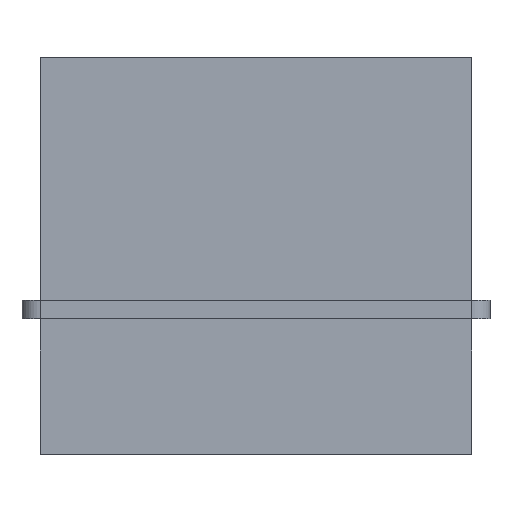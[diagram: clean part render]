
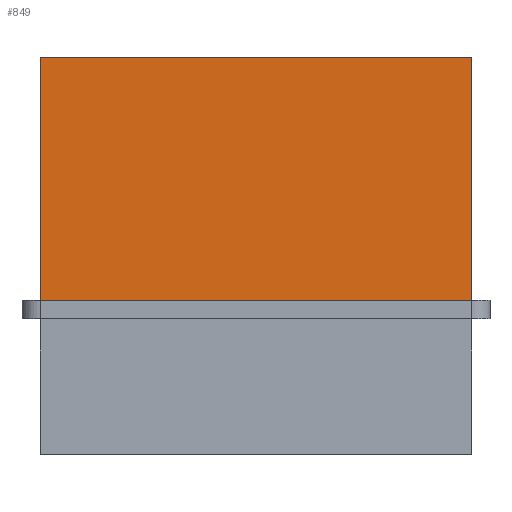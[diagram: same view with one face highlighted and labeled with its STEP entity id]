
A CAD part, front view. The second image highlights one B-rep face of the part: STEP entity #849.
In plain terms, the highlighted planar face has unit normal (0, -1, 0).
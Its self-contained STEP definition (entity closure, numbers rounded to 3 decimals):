
#504 = EDGE_CURVE ( 'NONE', #1792, #1701, #781, .T. ) ;
#630 = CARTESIAN_POINT ( 'NONE',  ( -62.281, -3.545, 8.5 ) ) ;
#693 = DIRECTION ( 'NONE',  ( 0., 0., -1. ) ) ;
#781 = LINE ( 'NONE', #630, #1040 ) ;
#849 = ADVANCED_FACE ( 'NONE', ( #1060 ), #3784, .F. ) ;
#1012 = AXIS2_PLACEMENT_3D ( 'NONE', #3785, #3786, #3787 ) ;
#1040 = VECTOR ( 'NONE', #693, 1000. ) ;
#1060 = FACE_OUTER_BOUND ( 'NONE', #1488, .T. ) ;
#1239 = ORIENTED_EDGE ( 'NONE', *, *, #4136, .F. ) ;
#1250 = ORIENTED_EDGE ( 'NONE', *, *, #504, .T. ) ;
#1287 = ORIENTED_EDGE ( 'NONE', *, *, #4177, .F. ) ;
#1311 = ORIENTED_EDGE ( 'NONE', *, *, #4143, .F. ) ;
#1488 = EDGE_LOOP ( 'NONE', ( #1250, #1287, #1311, #1239 ) ) ;
#1690 = VERTEX_POINT ( 'NONE', #3231 ) ;
#1701 = VERTEX_POINT ( 'NONE', #3235 ) ;
#1792 = VERTEX_POINT ( 'NONE', #3264 ) ;
#1797 = VERTEX_POINT ( 'NONE', #3265 ) ;
#3231 = CARTESIAN_POINT ( 'NONE',  ( -38.841, -3.545, 8.5 ) ) ;
#3235 = CARTESIAN_POINT ( 'NONE',  ( -62.281, -3.545, -4.71 ) ) ;
#3264 = CARTESIAN_POINT ( 'NONE',  ( -62.281, -3.545, 8.5 ) ) ;
#3265 = CARTESIAN_POINT ( 'NONE',  ( -38.841, -3.545, -4.71 ) ) ;
#3784 = PLANE ( 'NONE',  #1012 ) ;
#3785 = CARTESIAN_POINT ( 'NONE',  ( -62.281, -3.545, 8.5 ) ) ;
#3786 = DIRECTION ( 'NONE',  ( 0., 1., 0. ) ) ;
#3787 = DIRECTION ( 'NONE',  ( 0., 0., 1. ) ) ;
#4003 = LINE ( 'NONE', #4004, #4360 ) ;
#4004 = CARTESIAN_POINT ( 'NONE',  ( -62.281, -3.545, 8.5 ) ) ;
#4005 = DIRECTION ( 'NONE',  ( 1., 0., 0. ) ) ;
#4012 = LINE ( 'NONE', #4013, #4363 ) ;
#4013 = CARTESIAN_POINT ( 'NONE',  ( -38.841, -3.545, 8.5 ) ) ;
#4014 = DIRECTION ( 'NONE',  ( 0., 0., -1. ) ) ;
#4073 = LINE ( 'NONE', #4074, #4383 ) ;
#4074 = CARTESIAN_POINT ( 'NONE',  ( -38.841, -3.545, -4.71 ) ) ;
#4075 = DIRECTION ( 'NONE',  ( -1., 0., 0. ) ) ;
#4136 = EDGE_CURVE ( 'NONE', #1792, #1690, #4003, .T. ) ;
#4143 = EDGE_CURVE ( 'NONE', #1690, #1797, #4012, .T. ) ;
#4177 = EDGE_CURVE ( 'NONE', #1797, #1701, #4073, .T. ) ;
#4360 = VECTOR ( 'NONE', #4005, 1000. ) ;
#4363 = VECTOR ( 'NONE', #4014, 1000. ) ;
#4383 = VECTOR ( 'NONE', #4075, 1000. ) ;
